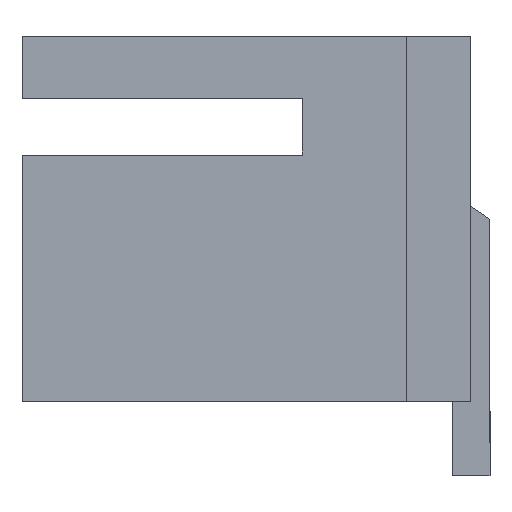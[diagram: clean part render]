
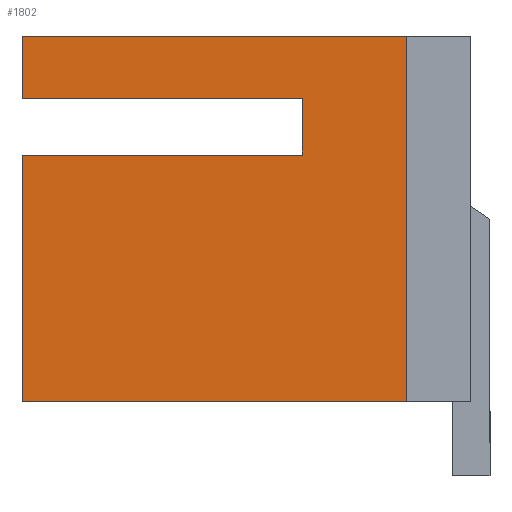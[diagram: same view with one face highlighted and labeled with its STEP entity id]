
A CAD part, left-side view. The second image highlights one B-rep face of the part: STEP entity #1802.
In plain terms, the highlighted planar face has unit normal (-1, 0, 0).
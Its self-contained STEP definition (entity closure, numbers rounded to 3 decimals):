
#33 = LINE ( 'NONE', #1286, #1810 ) ;
#106 = DIRECTION ( 'NONE',  ( 0., 0., 1. ) ) ;
#107 = CARTESIAN_POINT ( 'NONE',  ( -3.75, 7., 0. ) ) ;
#121 = EDGE_CURVE ( 'NONE', #604, #1021, #861, .T. ) ;
#206 = DIRECTION ( 'NONE',  ( 0., 0., 1. ) ) ;
#225 = CARTESIAN_POINT ( 'NONE',  ( -3.75, 0., 1. ) ) ;
#242 = ORIENTED_EDGE ( 'NONE', *, *, #1768, .F. ) ;
#264 = ORIENTED_EDGE ( 'NONE', *, *, #121, .T. ) ;
#307 = LINE ( 'NONE', #107, #784 ) ;
#334 = ORIENTED_EDGE ( 'NONE', *, *, #1002, .F. ) ;
#345 = VECTOR ( 'NONE', #1786, 1000. ) ;
#352 = EDGE_CURVE ( 'NONE', #529, #1126, #307, .T. ) ;
#390 = VERTEX_POINT ( 'NONE', #2163 ) ;
#456 = ORIENTED_EDGE ( 'NONE', *, *, #1305, .T. ) ;
#485 = DIRECTION ( 'NONE',  ( 0., 0., 1. ) ) ;
#529 = VERTEX_POINT ( 'NONE', #1094 ) ;
#558 = LINE ( 'NONE', #1106, #588 ) ;
#568 = DIRECTION ( 'NONE',  ( 0., 1., 0. ) ) ;
#588 = VECTOR ( 'NONE', #206, 1000. ) ;
#604 = VERTEX_POINT ( 'NONE', #1861 ) ;
#607 = VECTOR ( 'NONE', #1068, 1000. ) ;
#651 = DIRECTION ( 'NONE',  ( -1., 0., 0. ) ) ;
#681 = FACE_OUTER_BOUND ( 'NONE', #965, .T. ) ;
#698 = CARTESIAN_POINT ( 'NONE',  ( -3.75, 0., -2.85 ) ) ;
#701 = DIRECTION ( 'NONE',  ( 0., -1., 0. ) ) ;
#718 = CARTESIAN_POINT ( 'NONE',  ( -3.75, 2.63, 1. ) ) ;
#784 = VECTOR ( 'NONE', #1222, 1000. ) ;
#793 = CARTESIAN_POINT ( 'NONE',  ( -3.75, 0., 2.847 ) ) ;
#861 = LINE ( 'NONE', #2311, #607 ) ;
#866 = PLANE ( 'NONE',  #1664 ) ;
#889 = CARTESIAN_POINT ( 'NONE',  ( -3.75, 1., -2.85 ) ) ;
#892 = CARTESIAN_POINT ( 'NONE',  ( -3.75, 0., 2.85 ) ) ;
#965 = EDGE_LOOP ( 'NONE', ( #264, #1374, #242, #334, #1471, #2161, #1751, #456, #2065, #1644 ) ) ;
#984 = VERTEX_POINT ( 'NONE', #1971 ) ;
#996 = CARTESIAN_POINT ( 'NONE',  ( -3.75, 7., 0. ) ) ;
#1002 = EDGE_CURVE ( 'NONE', #1633, #1174, #1827, .T. ) ;
#1017 = LINE ( 'NONE', #889, #2027 ) ;
#1021 = VERTEX_POINT ( 'NONE', #718 ) ;
#1034 = VECTOR ( 'NONE', #701, 1000. ) ;
#1041 = LINE ( 'NONE', #1598, #1034 ) ;
#1045 = EDGE_CURVE ( 'NONE', #1633, #984, #1017, .T. ) ;
#1068 = DIRECTION ( 'NONE',  ( 0., 0., -1. ) ) ;
#1073 = CARTESIAN_POINT ( 'NONE',  ( -3.75, 0., 1.88 ) ) ;
#1094 = CARTESIAN_POINT ( 'NONE',  ( -3.75, 7., 1.88 ) ) ;
#1106 = CARTESIAN_POINT ( 'NONE',  ( -3.75, 0., -2.85 ) ) ;
#1126 = VERTEX_POINT ( 'NONE', #1931 ) ;
#1174 = VERTEX_POINT ( 'NONE', #1462 ) ;
#1184 = EDGE_CURVE ( 'NONE', #1021, #390, #2017, .T. ) ;
#1194 = LINE ( 'NONE', #1073, #1851 ) ;
#1222 = DIRECTION ( 'NONE',  ( 0., 0., 1. ) ) ;
#1286 = CARTESIAN_POINT ( 'NONE',  ( -3.75, 0., 2.85 ) ) ;
#1305 = EDGE_CURVE ( 'NONE', #1910, #1126, #33, .T. ) ;
#1374 = ORIENTED_EDGE ( 'NONE', *, *, #1184, .T. ) ;
#1396 = EDGE_CURVE ( 'NONE', #529, #604, #1194, .T. ) ;
#1462 = CARTESIAN_POINT ( 'NONE',  ( -3.75, 7., -2.85 ) ) ;
#1471 = ORIENTED_EDGE ( 'NONE', *, *, #1045, .T. ) ;
#1598 = CARTESIAN_POINT ( 'NONE',  ( -3.75, 0., 2.847 ) ) ;
#1600 = DIRECTION ( 'NONE',  ( 0., 0., 1. ) ) ;
#1633 = VERTEX_POINT ( 'NONE', #1838 ) ;
#1644 = ORIENTED_EDGE ( 'NONE', *, *, #1396, .T. ) ;
#1664 = AXIS2_PLACEMENT_3D ( 'NONE', #698, #651, #485 ) ;
#1674 = DIRECTION ( 'NONE',  ( 0., 1., 0. ) ) ;
#1720 = LINE ( 'NONE', #996, #2298 ) ;
#1751 = ORIENTED_EDGE ( 'NONE', *, *, #2053, .T. ) ;
#1768 = EDGE_CURVE ( 'NONE', #1174, #390, #1720, .T. ) ;
#1786 = DIRECTION ( 'NONE',  ( 0., 1., 0. ) ) ;
#1802 = ADVANCED_FACE ( 'NONE', ( #681 ), #866, .T. ) ;
#1810 = VECTOR ( 'NONE', #1674, 1000. ) ;
#1827 = LINE ( 'NONE', #2319, #345 ) ;
#1838 = CARTESIAN_POINT ( 'NONE',  ( -3.75, 1., -2.85 ) ) ;
#1846 = VECTOR ( 'NONE', #568, 1000. ) ;
#1851 = VECTOR ( 'NONE', #1954, 1000. ) ;
#1861 = CARTESIAN_POINT ( 'NONE',  ( -3.75, 2.63, 1.88 ) ) ;
#1910 = VERTEX_POINT ( 'NONE', #892 ) ;
#1931 = CARTESIAN_POINT ( 'NONE',  ( -3.75, 7., 2.85 ) ) ;
#1954 = DIRECTION ( 'NONE',  ( 0., -1., 0. ) ) ;
#1971 = CARTESIAN_POINT ( 'NONE',  ( -3.75, 1., 2.847 ) ) ;
#2017 = LINE ( 'NONE', #225, #1846 ) ;
#2027 = VECTOR ( 'NONE', #1600, 1000. ) ;
#2053 = EDGE_CURVE ( 'NONE', #2110, #1910, #558, .T. ) ;
#2065 = ORIENTED_EDGE ( 'NONE', *, *, #352, .F. ) ;
#2110 = VERTEX_POINT ( 'NONE', #793 ) ;
#2161 = ORIENTED_EDGE ( 'NONE', *, *, #2259, .T. ) ;
#2163 = CARTESIAN_POINT ( 'NONE',  ( -3.75, 7., 1. ) ) ;
#2259 = EDGE_CURVE ( 'NONE', #984, #2110, #1041, .T. ) ;
#2298 = VECTOR ( 'NONE', #106, 1000. ) ;
#2311 = CARTESIAN_POINT ( 'NONE',  ( -3.75, 2.63, -2.85 ) ) ;
#2319 = CARTESIAN_POINT ( 'NONE',  ( -3.75, 0., -2.85 ) ) ;
